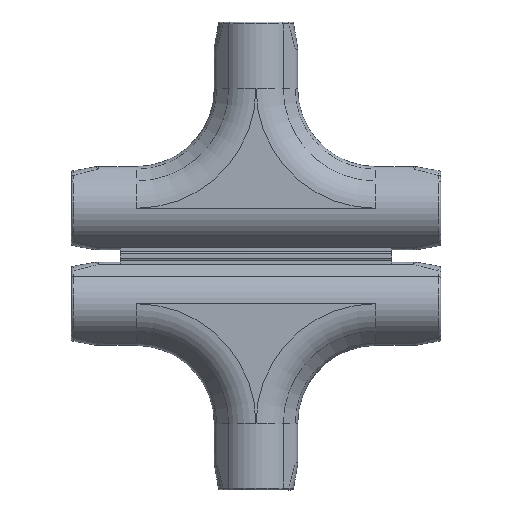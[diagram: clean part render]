
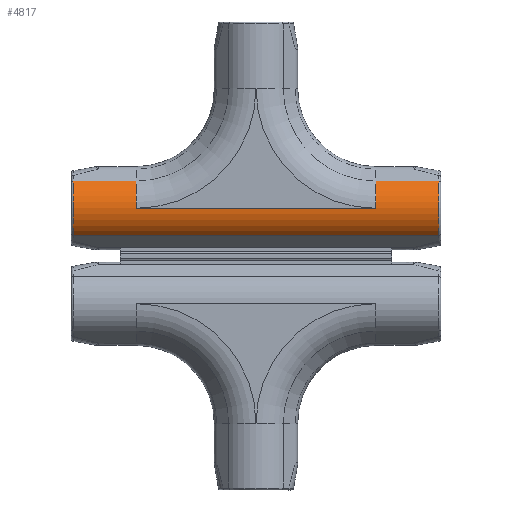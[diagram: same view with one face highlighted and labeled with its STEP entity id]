
A CAD part, front view. The second image highlights one B-rep face of the part: STEP entity #4817.
In plain terms, the highlighted cylindrical face has radius 9.05 mm (diameter 18.1 mm), a partial arc.
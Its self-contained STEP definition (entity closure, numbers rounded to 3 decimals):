
#149 = CARTESIAN_POINT ( 'NONE',  ( 0., -9.05, 0. ) ) ;
#190 = DIRECTION ( 'NONE',  ( 1., 0., 0. ) ) ;
#369 = EDGE_CURVE ( 'NONE', #7191, #4429, #7071, .T. ) ;
#480 = EDGE_CURVE ( 'NONE', #7709, #5974, #4352, .T. ) ;
#501 = DIRECTION ( 'NONE',  ( 0., 0., -1. ) ) ;
#552 = DIRECTION ( 'NONE',  ( 0., 0., -1. ) ) ;
#656 = EDGE_CURVE ( 'NONE', #4429, #3192, #3602, .T. ) ;
#724 = CARTESIAN_POINT ( 'NONE',  ( -46.75, -5.817, -6.933 ) ) ;
#736 = CARTESIAN_POINT ( 'NONE',  ( -30.66, -9.05, 0. ) ) ;
#808 = EDGE_CURVE ( 'NONE', #5974, #2627, #1367, .T. ) ;
#867 = AXIS2_PLACEMENT_3D ( 'NONE', #6643, #1102, #4124 ) ;
#883 = EDGE_CURVE ( 'NONE', #2627, #3192, #6808, .T. ) ;
#986 = VECTOR ( 'NONE', #190, 1000. ) ;
#1068 = CARTESIAN_POINT ( 'NONE',  ( 30.66, -5.817, 6.933 ) ) ;
#1102 = DIRECTION ( 'NONE',  ( 1., 0., 0. ) ) ;
#1300 = CARTESIAN_POINT ( 'NONE',  ( 30.66, -9.05, 0. ) ) ;
#1367 = LINE ( 'NONE', #149, #986 ) ;
#1616 = CARTESIAN_POINT ( 'NONE',  ( 46.75, 0., 0. ) ) ;
#1736 = CARTESIAN_POINT ( 'NONE',  ( 46.75, -5.817, -6.933 ) ) ;
#1786 = VERTEX_POINT ( 'NONE', #724 ) ;
#1816 = ORIENTED_EDGE ( 'NONE', *, *, #883, .F. ) ;
#2085 = ORIENTED_EDGE ( 'NONE', *, *, #480, .F. ) ;
#2128 = DIRECTION ( 'NONE',  ( 0., 0., 1. ) ) ;
#2164 = CARTESIAN_POINT ( 'NONE',  ( -30.66, -5.817, 6.933 ) ) ;
#2328 = EDGE_CURVE ( 'NONE', #3847, #1786, #3717, .T. ) ;
#2391 = DIRECTION ( 'NONE',  ( -1., 0., 0. ) ) ;
#2409 = AXIS2_PLACEMENT_3D ( 'NONE', #2777, #2821, #2128 ) ;
#2450 = CARTESIAN_POINT ( 'NONE',  ( -46.75, 0., 0. ) ) ;
#2627 = VERTEX_POINT ( 'NONE', #1300 ) ;
#2777 = CARTESIAN_POINT ( 'NONE',  ( 30.66, 0., 0. ) ) ;
#2821 = DIRECTION ( 'NONE',  ( -1., 0., 0. ) ) ;
#3148 = VECTOR ( 'NONE', #6220, 1000. ) ;
#3192 = VERTEX_POINT ( 'NONE', #1068 ) ;
#3217 = LINE ( 'NONE', #3713, #3148 ) ;
#3265 = VECTOR ( 'NONE', #6795, 1000. ) ;
#3555 = ORIENTED_EDGE ( 'NONE', *, *, #808, .F. ) ;
#3557 = CARTESIAN_POINT ( 'NONE',  ( 46.75, -5.817, 6.933 ) ) ;
#3581 = DIRECTION ( 'NONE',  ( 1., 0., 0. ) ) ;
#3602 = LINE ( 'NONE', #7408, #6284 ) ;
#3659 = EDGE_LOOP ( 'NONE', ( #5010, #6476, #3938, #5201, #7611, #1816, #3555, #2085 ) ) ;
#3713 = CARTESIAN_POINT ( 'NONE',  ( 47.25, -5.817, 6.933 ) ) ;
#3717 = CIRCLE ( 'NONE', #7996, 9.05 ) ;
#3847 = VERTEX_POINT ( 'NONE', #6235 ) ;
#3938 = ORIENTED_EDGE ( 'NONE', *, *, #5179, .F. ) ;
#4124 = DIRECTION ( 'NONE',  ( 0., 0., -1. ) ) ;
#4352 = CIRCLE ( 'NONE', #867, 9.05 ) ;
#4429 = VERTEX_POINT ( 'NONE', #3557 ) ;
#4463 = CARTESIAN_POINT ( 'NONE',  ( 47.25, -5.817, -6.933 ) ) ;
#4592 = CYLINDRICAL_SURFACE ( 'NONE', #6894, 9.05 ) ;
#4679 = FACE_OUTER_BOUND ( 'NONE', #3659, .T. ) ;
#4817 = ADVANCED_FACE ( 'NONE', ( #4679 ), #4592, .T. ) ;
#5010 = ORIENTED_EDGE ( 'NONE', *, *, #5236, .T. ) ;
#5167 = CARTESIAN_POINT ( 'NONE',  ( 47.25, 0., 0. ) ) ;
#5179 = EDGE_CURVE ( 'NONE', #7191, #1786, #7516, .T. ) ;
#5201 = ORIENTED_EDGE ( 'NONE', *, *, #369, .T. ) ;
#5236 = EDGE_CURVE ( 'NONE', #7709, #3847, #3217, .T. ) ;
#5771 = AXIS2_PLACEMENT_3D ( 'NONE', #1616, #7867, #501 ) ;
#5974 = VERTEX_POINT ( 'NONE', #736 ) ;
#6220 = DIRECTION ( 'NONE',  ( -1., 0., 0. ) ) ;
#6235 = CARTESIAN_POINT ( 'NONE',  ( -46.75, -5.817, 6.933 ) ) ;
#6284 = VECTOR ( 'NONE', #2391, 1000. ) ;
#6476 = ORIENTED_EDGE ( 'NONE', *, *, #2328, .T. ) ;
#6643 = CARTESIAN_POINT ( 'NONE',  ( -30.66, 0., 0. ) ) ;
#6795 = DIRECTION ( 'NONE',  ( -1., 0., 0. ) ) ;
#6808 = CIRCLE ( 'NONE', #2409, 9.05 ) ;
#6894 = AXIS2_PLACEMENT_3D ( 'NONE', #5167, #7646, #7687 ) ;
#7071 = CIRCLE ( 'NONE', #5771, 9.05 ) ;
#7191 = VERTEX_POINT ( 'NONE', #1736 ) ;
#7408 = CARTESIAN_POINT ( 'NONE',  ( 47.25, -5.817, 6.933 ) ) ;
#7516 = LINE ( 'NONE', #4463, #3265 ) ;
#7611 = ORIENTED_EDGE ( 'NONE', *, *, #656, .T. ) ;
#7646 = DIRECTION ( 'NONE',  ( -1., 0., 0. ) ) ;
#7687 = DIRECTION ( 'NONE',  ( 0., 0., 1. ) ) ;
#7709 = VERTEX_POINT ( 'NONE', #2164 ) ;
#7867 = DIRECTION ( 'NONE',  ( -1., 0., 0. ) ) ;
#7996 = AXIS2_PLACEMENT_3D ( 'NONE', #2450, #3581, #552 ) ;
